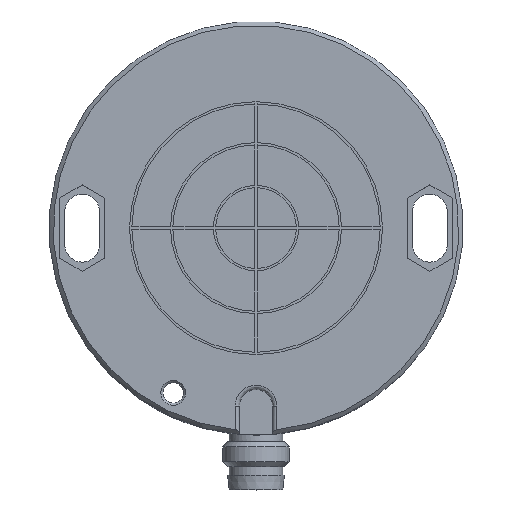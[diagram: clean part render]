
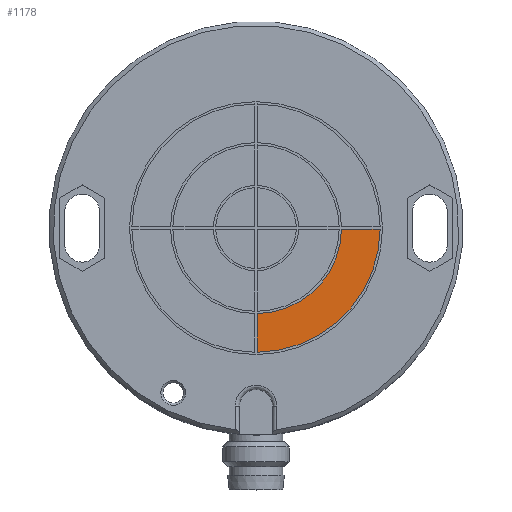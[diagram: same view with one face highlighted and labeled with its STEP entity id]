
A CAD part, top view. The second image highlights one B-rep face of the part: STEP entity #1178.
In plain terms, the highlighted planar face has unit normal (0, 0, 1).
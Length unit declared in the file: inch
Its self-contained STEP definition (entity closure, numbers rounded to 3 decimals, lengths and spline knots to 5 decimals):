
#6 = DIRECTION ( 'NONE',  ( 0., -1., 0. ) ) ;
#91 = DIRECTION ( 'NONE',  ( -1., 0., 0. ) ) ;
#150 = VERTEX_POINT ( 'NONE', #2402 ) ;
#220 = VERTEX_POINT ( 'NONE', #5801 ) ;
#274 = EDGE_LOOP ( 'NONE', ( #5260, #4726, #4170, #3364 ) ) ;
#509 = CARTESIAN_POINT ( 'NONE',  ( 0., 0.98425, 0. ) ) ;
#599 = FACE_OUTER_BOUND ( 'NONE', #274, .T. ) ;
#768 = DIRECTION ( 'NONE',  ( 1., 0., 0. ) ) ;
#858 = DIRECTION ( 'NONE',  ( 0., 0., -1. ) ) ;
#933 = LINE ( 'NONE', #959, #3917 ) ;
#959 = CARTESIAN_POINT ( 'NONE',  ( 0.00551, 0.39373, 0. ) ) ;
#1051 = DIRECTION ( 'NONE',  ( 0., 0., -1. ) ) ;
#1178 = ADVANCED_FACE ( 'NONE', ( #599 ), #3419, .F. ) ;
#1276 = CARTESIAN_POINT ( 'NONE',  ( 0., 0.98425, 0. ) ) ;
#1374 = DIRECTION ( 'NONE',  ( 1., 0., 0. ) ) ;
#1525 = CARTESIAN_POINT ( 'NONE',  ( 0., 0.01969, 0. ) ) ;
#1594 = VECTOR ( 'NONE', #91, 39.37008 ) ;
#1864 = AXIS2_PLACEMENT_3D ( 'NONE', #1276, #858, #768 ) ;
#2402 = CARTESIAN_POINT ( 'NONE',  ( 0.59053, 0.97874, 0. ) ) ;
#2965 = VERTEX_POINT ( 'NONE', #4593 ) ;
#3088 = VERTEX_POINT ( 'NONE', #4173 ) ;
#3278 = EDGE_CURVE ( 'NONE', #3088, #2965, #933, .T. ) ;
#3303 = LINE ( 'NONE', #3713, #1594 ) ;
#3364 = ORIENTED_EDGE ( 'NONE', *, *, #4970, .T. ) ;
#3367 = DIRECTION ( 'NONE',  ( -1., 0., 0. ) ) ;
#3419 = PLANE ( 'NONE',  #3841 ) ;
#3627 = DIRECTION ( 'NONE',  ( 0., 0., -1. ) ) ;
#3713 = CARTESIAN_POINT ( 'NONE',  ( 0.40666, 0.97874, 0. ) ) ;
#3841 = AXIS2_PLACEMENT_3D ( 'NONE', #1525, #1051, #3367 ) ;
#3917 = VECTOR ( 'NONE', #6, 39.37008 ) ;
#4170 = ORIENTED_EDGE ( 'NONE', *, *, #5141, .T. ) ;
#4173 = CARTESIAN_POINT ( 'NONE',  ( 0.00551, 0.5776, 0. ) ) ;
#4253 = CIRCLE ( 'NONE', #1864, 0.40669 ) ;
#4410 = EDGE_CURVE ( 'NONE', #150, #2965, #4792, .T. ) ;
#4593 = CARTESIAN_POINT ( 'NONE',  ( 0.00551, 0.39373, 0. ) ) ;
#4726 = ORIENTED_EDGE ( 'NONE', *, *, #4410, .F. ) ;
#4792 = CIRCLE ( 'NONE', #5833, 0.59055 ) ;
#4970 = EDGE_CURVE ( 'NONE', #220, #3088, #4253, .T. ) ;
#5141 = EDGE_CURVE ( 'NONE', #150, #220, #3303, .T. ) ;
#5260 = ORIENTED_EDGE ( 'NONE', *, *, #3278, .T. ) ;
#5801 = CARTESIAN_POINT ( 'NONE',  ( 0.40666, 0.97874, 0. ) ) ;
#5833 = AXIS2_PLACEMENT_3D ( 'NONE', #509, #3627, #1374 ) ;
